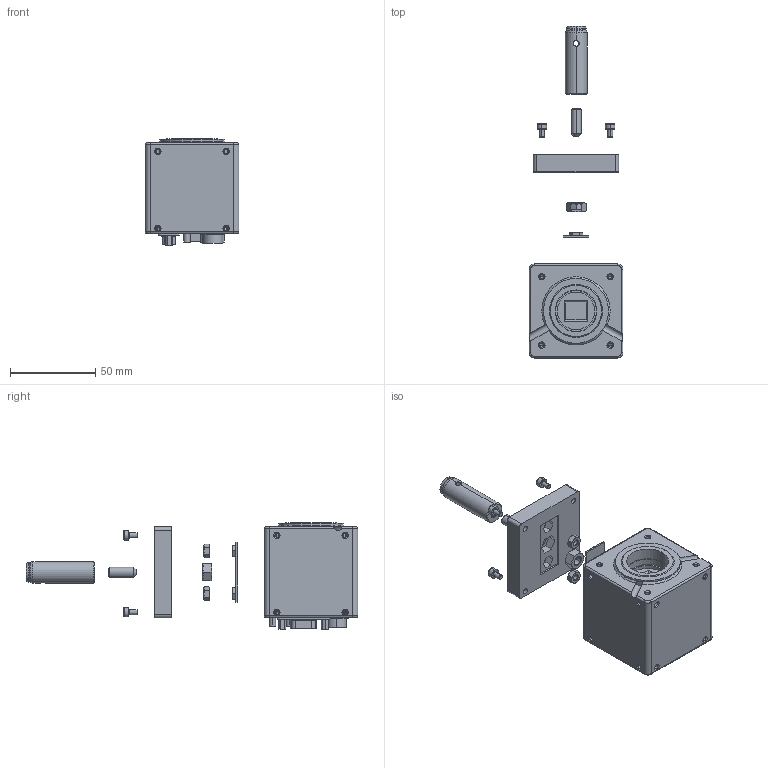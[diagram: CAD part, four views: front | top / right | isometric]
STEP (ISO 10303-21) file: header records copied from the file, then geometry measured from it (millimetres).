
FILE_DESCRIPTION (( 'STEP AP214' ), '1' );
FILE_NAME ('JAI-001-010-020_00.STEP', '2025-01-06T16:09:33', ( '' ), ( '' ), 'SwSTEP 2.0', 'SolidWorks 2022', '' );
FILE_SCHEMA (( 'AUTOMOTIVE_DESIGN' ));
Length unit declared in the file: millimetre
Products named in the file (10): socket head cap screw_din_DIN 912 M3 x 5 --- 5N; hex nut style 1 gradeab_din_Hexagon Nut ISO 4032 - M4 - D - N; JAI-001-010-010_00; JAI-BM-141GE; JAI-001-010-110_00; JAI-001-010-020_00; hex nut style 1 gradeab_din_Hexagon Nut ISO 4032 - M6 - D - N; Thorlabs_TR40M; socket set screw cup point_din_DIN 916 - M6 x 16-N; JAI-001-010-120_00
Assembly tree (13 placements, depth 3):
  JAI-001-010-020_00
    JAI-BM-141GE
    JAI-001-010-010_00
      JAI-001-010-110_00
      hex nut style 1 gradeab_din_Hexagon Nut ISO 4032 - M4 - D - N  x2
      hex nut style 1 gradeab_din_Hexagon Nut ISO 4032 - M6 - D - N
      JAI-001-010-120_00
    socket head cap screw_din_DIN 912 M3 x 5 --- 5N  x4
    Thorlabs_TR40M
    socket set screw cup point_din_DIN 916 - M6 x 16-N
Bounding box: 55 x 194.39 x 62.6 mm (x, y, z)
Volume: 187506.2 mm3; surface area: 34832.2 mm2
Topology: 12 solids, 12 shells, 594 faces, 1410 edges, 835 vertices
Faces by surface type: plane 216, cone 182, cylinder 164, torus 28, bspline 4
Entity records: 16477 total; most frequent: CARTESIAN_POINT 3298, DIRECTION 2404, ORIENTED_EDGE 2288, EDGE_CURVE 1144, AXIS2_PLACEMENT_3D 920, VERTEX_POINT 702, LINE 564, VECTOR 564
